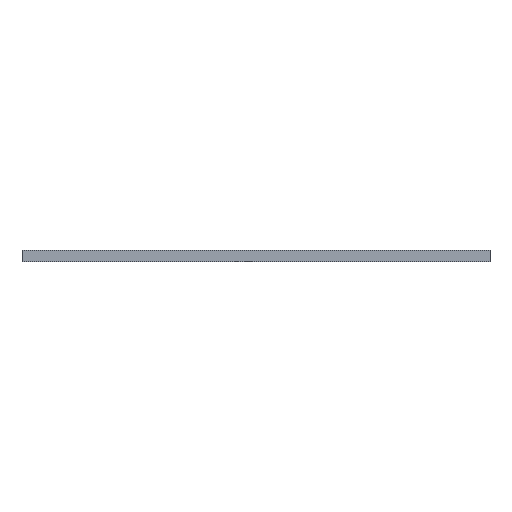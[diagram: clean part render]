
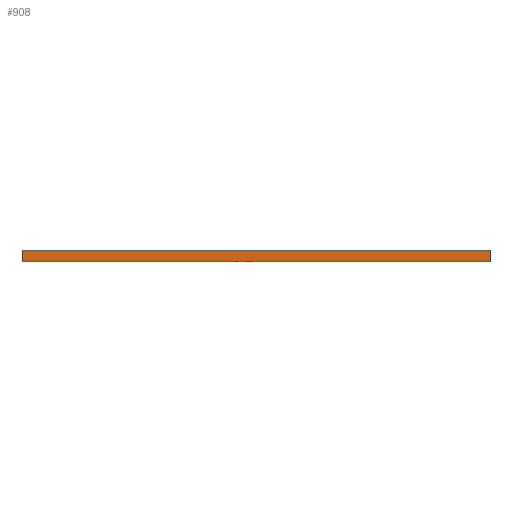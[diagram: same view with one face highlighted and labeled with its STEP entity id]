
A CAD part, left-side view. The second image highlights one B-rep face of the part: STEP entity #908.
In plain terms, the highlighted planar face has unit normal (-1, 0, 0).
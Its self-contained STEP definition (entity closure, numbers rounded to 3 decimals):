
#119=CARTESIAN_POINT('Vertex',(-200.,200.,10.)) ;
#122=CARTESIAN_POINT('Line Origine',(-200.,0.,10.)) ;
#126=CARTESIAN_POINT('Vertex',(-200.,-200.,10.)) ;
#870=CARTESIAN_POINT('Vertex',(-200.,200.,0.)) ;
#873=CARTESIAN_POINT('Line Origine',(-200.,200.,5.)) ;
#885=CARTESIAN_POINT('Axis2P3D Location',(-200.,-200.,0.)) ;
#890=CARTESIAN_POINT('Line Origine',(-200.,0.,0.)) ;
#894=CARTESIAN_POINT('Vertex',(-200.,-200.,0.)) ;
#897=CARTESIAN_POINT('Line Origine',(-200.,-200.,5.)) ;
#123=DIRECTION('Vector Direction',(0.,1.,0.)) ;
#874=DIRECTION('Vector Direction',(0.,0.,1.)) ;
#886=DIRECTION('Axis2P3D Direction',(1.,0.,0.)) ;
#887=DIRECTION('Axis2P3D XDirection',(0.,1.,0.)) ;
#891=DIRECTION('Vector Direction',(0.,1.,0.)) ;
#898=DIRECTION('Vector Direction',(0.,0.,1.)) ;
#888=AXIS2_PLACEMENT_3D('Plane Axis2P3D',#885,#886,#887) ;
#903=ORIENTED_EDGE('',*,*,#877,.F.) ;
#904=ORIENTED_EDGE('',*,*,#896,.T.) ;
#905=ORIENTED_EDGE('',*,*,#901,.T.) ;
#906=ORIENTED_EDGE('',*,*,#128,.F.) ;
#124=VECTOR('Line Direction',#123,1.) ;
#875=VECTOR('Line Direction',#874,1.) ;
#892=VECTOR('Line Direction',#891,1.) ;
#899=VECTOR('Line Direction',#898,1.) ;
#908=ADVANCED_FACE('Corps principal',(#907),#889,.F.) ;
#128=EDGE_CURVE('',#120,#127,#125,.F.) ;
#877=EDGE_CURVE('',#871,#120,#876,.T.) ;
#896=EDGE_CURVE('',#871,#895,#893,.F.) ;
#901=EDGE_CURVE('',#895,#127,#900,.T.) ;
#902=EDGE_LOOP('',(#903,#904,#905,#906)) ;
#907=FACE_OUTER_BOUND('',#902,.T.) ;
#125=LINE('Line',#122,#124) ;
#876=LINE('Line',#873,#875) ;
#893=LINE('Line',#890,#892) ;
#900=LINE('Line',#897,#899) ;
#889=PLANE('',#888) ;
#120=VERTEX_POINT('',#119) ;
#127=VERTEX_POINT('',#126) ;
#871=VERTEX_POINT('',#870) ;
#895=VERTEX_POINT('',#894) ;
